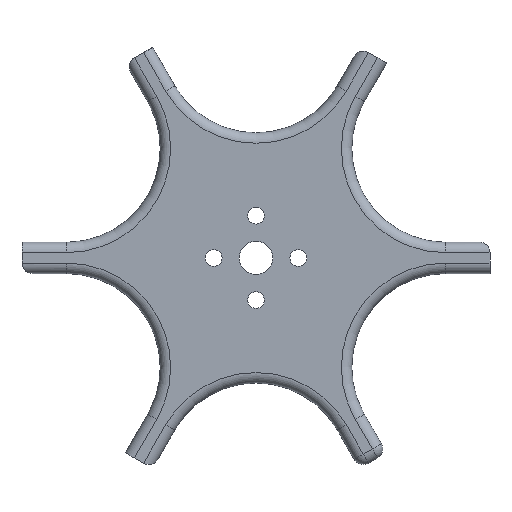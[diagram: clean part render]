
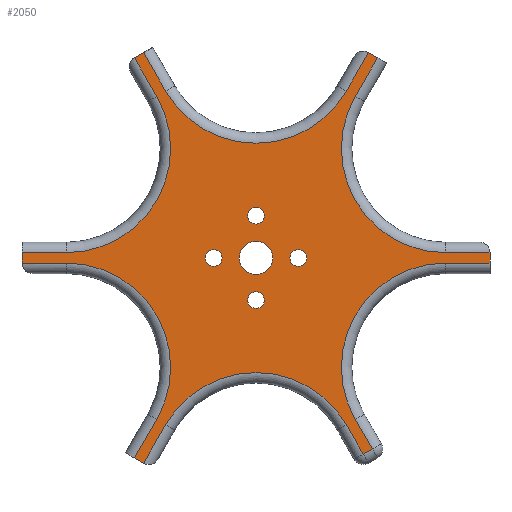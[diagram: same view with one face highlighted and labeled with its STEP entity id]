
A CAD part, front view. The second image highlights one B-rep face of the part: STEP entity #2050.
In plain terms, the highlighted planar face has unit normal (0, -1, 0).
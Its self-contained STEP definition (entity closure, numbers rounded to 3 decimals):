
#15=FACE_BOUND('',#300,.T.);
#16=FACE_BOUND('',#301,.T.);
#17=FACE_BOUND('',#302,.T.);
#18=FACE_BOUND('',#303,.T.);
#19=FACE_BOUND('',#304,.T.);
#81=PLANE('',#2280);
#179=FACE_OUTER_BOUND('',#299,.T.);
#299=EDGE_LOOP('',(#1644,#1645,#1646,#1647,#1648,#1649,#1650,#1651,#1652,
#1653,#1654,#1655,#1656,#1657,#1658,#1659,#1660,#1661,#1662,#1663,#1664,
#1665,#1666,#1667));
#300=EDGE_LOOP('',(#1668));
#301=EDGE_LOOP('',(#1669));
#302=EDGE_LOOP('',(#1670));
#303=EDGE_LOOP('',(#1671));
#304=EDGE_LOOP('',(#1672));
#363=LINE('',#3054,#538);
#372=LINE('',#3094,#547);
#375=LINE('',#3105,#550);
#392=LINE('',#3180,#567);
#395=LINE('',#3194,#570);
#417=LINE('',#3276,#592);
#419=LINE('',#3288,#594);
#441=LINE('',#3370,#616);
#443=LINE('',#3382,#618);
#465=LINE('',#3464,#640);
#467=LINE('',#3476,#642);
#476=LINE('',#3508,#651);
#477=LINE('',#3512,#652);
#478=LINE('',#3513,#653);
#479=LINE('',#3514,#654);
#480=LINE('',#3515,#655);
#481=LINE('',#3516,#656);
#482=LINE('',#3517,#657);
#538=VECTOR('',#2385,10.);
#547=VECTOR('',#2430,10.);
#550=VECTOR('',#2443,10.);
#567=VECTOR('',#2494,10.);
#570=VECTOR('',#2509,10.);
#592=VECTOR('',#2581,10.);
#594=VECTOR('',#2595,10.);
#616=VECTOR('',#2667,10.);
#618=VECTOR('',#2681,10.);
#640=VECTOR('',#2753,10.);
#642=VECTOR('',#2767,10.);
#651=VECTOR('',#2802,10.);
#652=VECTOR('',#2805,10.);
#653=VECTOR('',#2806,10.);
#654=VECTOR('',#2807,10.);
#655=VECTOR('',#2808,10.);
#656=VECTOR('',#2809,10.);
#657=VECTOR('',#2810,10.);
#717=CIRCLE('',#2143,20.);
#735=CIRCLE('',#2173,20.);
#749=CIRCLE('',#2204,20.);
#763=CIRCLE('',#2235,20.);
#777=CIRCLE('',#2266,20.);
#783=CIRCLE('',#2281,20.);
#784=CIRCLE('',#2282,1.6);
#785=CIRCLE('',#2283,1.6);
#786=CIRCLE('',#2284,1.6);
#787=CIRCLE('',#2285,1.6);
#788=CIRCLE('',#2286,3.2);
#826=VERTEX_POINT('',#3051);
#827=VERTEX_POINT('',#3053);
#838=VERTEX_POINT('',#3086);
#840=VERTEX_POINT('',#3092);
#843=VERTEX_POINT('',#3103);
#865=VERTEX_POINT('',#3177);
#866=VERTEX_POINT('',#3179);
#868=VERTEX_POINT('',#3185);
#871=VERTEX_POINT('',#3193);
#893=VERTEX_POINT('',#3273);
#894=VERTEX_POINT('',#3275);
#895=VERTEX_POINT('',#3279);
#898=VERTEX_POINT('',#3287);
#920=VERTEX_POINT('',#3367);
#921=VERTEX_POINT('',#3369);
#922=VERTEX_POINT('',#3373);
#925=VERTEX_POINT('',#3381);
#947=VERTEX_POINT('',#3461);
#948=VERTEX_POINT('',#3463);
#949=VERTEX_POINT('',#3467);
#952=VERTEX_POINT('',#3475);
#962=VERTEX_POINT('',#3507);
#963=VERTEX_POINT('',#3509);
#964=VERTEX_POINT('',#3511);
#965=VERTEX_POINT('',#3518);
#966=VERTEX_POINT('',#3520);
#967=VERTEX_POINT('',#3522);
#968=VERTEX_POINT('',#3524);
#969=VERTEX_POINT('',#3526);
#1015=EDGE_CURVE('',#826,#827,#363,.T.);
#1032=EDGE_CURVE('',#838,#826,#717,.T.);
#1035=EDGE_CURVE('',#840,#838,#372,.T.);
#1041=EDGE_CURVE('',#843,#840,#375,.T.);
#1070=EDGE_CURVE('',#865,#866,#392,.T.);
#1075=EDGE_CURVE('',#866,#868,#735,.T.);
#1077=EDGE_CURVE('',#868,#871,#395,.T.);
#1113=EDGE_CURVE('',#893,#894,#417,.T.);
#1117=EDGE_CURVE('',#894,#895,#749,.T.);
#1119=EDGE_CURVE('',#895,#898,#419,.T.);
#1155=EDGE_CURVE('',#920,#921,#441,.T.);
#1159=EDGE_CURVE('',#921,#922,#763,.T.);
#1161=EDGE_CURVE('',#922,#925,#443,.T.);
#1197=EDGE_CURVE('',#947,#948,#465,.T.);
#1201=EDGE_CURVE('',#948,#949,#777,.T.);
#1203=EDGE_CURVE('',#949,#952,#467,.T.);
#1219=EDGE_CURVE('',#962,#843,#476,.T.);
#1220=EDGE_CURVE('',#963,#962,#783,.T.);
#1221=EDGE_CURVE('',#964,#963,#477,.T.);
#1222=EDGE_CURVE('',#952,#964,#478,.T.);
#1223=EDGE_CURVE('',#925,#947,#479,.T.);
#1224=EDGE_CURVE('',#898,#920,#480,.T.);
#1225=EDGE_CURVE('',#871,#893,#481,.T.);
#1226=EDGE_CURVE('',#827,#865,#482,.T.);
#1227=EDGE_CURVE('',#965,#965,#784,.T.);
#1228=EDGE_CURVE('',#966,#966,#785,.T.);
#1229=EDGE_CURVE('',#967,#967,#786,.T.);
#1230=EDGE_CURVE('',#968,#968,#787,.T.);
#1231=EDGE_CURVE('',#969,#969,#788,.T.);
#1644=ORIENTED_EDGE('',*,*,#1035,.F.);
#1645=ORIENTED_EDGE('',*,*,#1041,.F.);
#1646=ORIENTED_EDGE('',*,*,#1219,.F.);
#1647=ORIENTED_EDGE('',*,*,#1220,.F.);
#1648=ORIENTED_EDGE('',*,*,#1221,.F.);
#1649=ORIENTED_EDGE('',*,*,#1222,.F.);
#1650=ORIENTED_EDGE('',*,*,#1203,.F.);
#1651=ORIENTED_EDGE('',*,*,#1201,.F.);
#1652=ORIENTED_EDGE('',*,*,#1197,.F.);
#1653=ORIENTED_EDGE('',*,*,#1223,.F.);
#1654=ORIENTED_EDGE('',*,*,#1161,.F.);
#1655=ORIENTED_EDGE('',*,*,#1159,.F.);
#1656=ORIENTED_EDGE('',*,*,#1155,.F.);
#1657=ORIENTED_EDGE('',*,*,#1224,.F.);
#1658=ORIENTED_EDGE('',*,*,#1119,.F.);
#1659=ORIENTED_EDGE('',*,*,#1117,.F.);
#1660=ORIENTED_EDGE('',*,*,#1113,.F.);
#1661=ORIENTED_EDGE('',*,*,#1225,.F.);
#1662=ORIENTED_EDGE('',*,*,#1077,.F.);
#1663=ORIENTED_EDGE('',*,*,#1075,.F.);
#1664=ORIENTED_EDGE('',*,*,#1070,.F.);
#1665=ORIENTED_EDGE('',*,*,#1226,.F.);
#1666=ORIENTED_EDGE('',*,*,#1015,.F.);
#1667=ORIENTED_EDGE('',*,*,#1032,.F.);
#1668=ORIENTED_EDGE('',*,*,#1227,.T.);
#1669=ORIENTED_EDGE('',*,*,#1228,.T.);
#1670=ORIENTED_EDGE('',*,*,#1229,.T.);
#1671=ORIENTED_EDGE('',*,*,#1230,.T.);
#1672=ORIENTED_EDGE('',*,*,#1231,.T.);
#2050=ADVANCED_FACE('',(#179,#15,#16,#17,#18,#19),#81,.F.);
#2143=AXIS2_PLACEMENT_3D('',#3088,#2422,#2423);
#2173=AXIS2_PLACEMENT_3D('',#3189,#2504,#2505);
#2204=AXIS2_PLACEMENT_3D('',#3283,#2590,#2591);
#2235=AXIS2_PLACEMENT_3D('',#3377,#2676,#2677);
#2266=AXIS2_PLACEMENT_3D('',#3471,#2762,#2763);
#2280=AXIS2_PLACEMENT_3D('',#3506,#2800,#2801);
#2281=AXIS2_PLACEMENT_3D('',#3510,#2803,#2804);
#2282=AXIS2_PLACEMENT_3D('',#3519,#2811,#2812);
#2283=AXIS2_PLACEMENT_3D('',#3521,#2813,#2814);
#2284=AXIS2_PLACEMENT_3D('',#3523,#2815,#2816);
#2285=AXIS2_PLACEMENT_3D('',#3525,#2817,#2818);
#2286=AXIS2_PLACEMENT_3D('',#3527,#2819,#2820);
#2385=DIRECTION('',(-0.5,0.,-0.866));
#2422=DIRECTION('center_axis',(0.,-1.,0.));
#2423=DIRECTION('ref_axis',(0.,0.,1.));
#2430=DIRECTION('',(-0.5,0.,0.866));
#2443=DIRECTION('',(-0.866,0.,-0.5));
#2494=DIRECTION('',(0.5,0.,0.866));
#2504=DIRECTION('center_axis',(0.,-1.,0.));
#2505=DIRECTION('ref_axis',(0.866,0.,0.5));
#2509=DIRECTION('',(-1.,0.,0.));
#2581=DIRECTION('',(1.,0.,0.));
#2590=DIRECTION('center_axis',(0.,-1.,0.));
#2591=DIRECTION('ref_axis',(0.866,0.,-0.5));
#2595=DIRECTION('',(-0.5,0.,0.866));
#2667=DIRECTION('',(0.5,0.,-0.866));
#2676=DIRECTION('center_axis',(0.,-1.,0.));
#2677=DIRECTION('ref_axis',(0.,0.,-1.));
#2681=DIRECTION('',(0.5,0.,0.866));
#2753=DIRECTION('',(-0.5,0.,-0.866));
#2762=DIRECTION('center_axis',(0.,-1.,0.));
#2763=DIRECTION('ref_axis',(-0.866,0.,-0.5));
#2767=DIRECTION('',(1.,0.,0.));
#2800=DIRECTION('center_axis',(0.,1.,0.));
#2801=DIRECTION('ref_axis',(0.,0.,1.));
#2802=DIRECTION('',(0.5,0.,-0.866));
#2803=DIRECTION('center_axis',(0.,-1.,0.));
#2804=DIRECTION('ref_axis',(-0.866,0.,0.5));
#2805=DIRECTION('',(-1.,0.,0.));
#2806=DIRECTION('',(0.,0.,-1.));
#2807=DIRECTION('',(0.866,0.,-0.5));
#2808=DIRECTION('',(0.866,0.,0.5));
#2809=DIRECTION('',(0.,0.,1.));
#2810=DIRECTION('',(-0.866,0.,0.5));
#2811=DIRECTION('center_axis',(0.,1.,0.));
#2812=DIRECTION('ref_axis',(1.,0.,0.));
#2813=DIRECTION('center_axis',(0.,1.,0.));
#2814=DIRECTION('ref_axis',(1.,0.,0.));
#2815=DIRECTION('center_axis',(0.,1.,0.));
#2816=DIRECTION('ref_axis',(1.,0.,0.));
#2817=DIRECTION('center_axis',(0.,1.,0.));
#2818=DIRECTION('ref_axis',(1.,0.,0.));
#2819=DIRECTION('center_axis',(0.,1.,0.));
#2820=DIRECTION('ref_axis',(1.,0.,0.));
#3051=CARTESIAN_POINT('',(-17.321,0.,-32.));
#3053=CARTESIAN_POINT('',(-21.584,0.,-39.384));
#3054=CARTESIAN_POINT('',(-2.168,0.,-5.754));
#3086=CARTESIAN_POINT('',(17.321,0.,-32.));
#3088=CARTESIAN_POINT('Origin',(0.,0.,-42.));
#3092=CARTESIAN_POINT('',(20.584,0.,-37.652));
#3094=CARTESIAN_POINT('',(10.359,0.,-19.942));
#3103=CARTESIAN_POINT('',(22.316,0.,-36.652));
#3105=CARTESIAN_POINT('',(22.749,0.,-36.402));
#3177=CARTESIAN_POINT('',(-23.316,0.,-38.384));
#3179=CARTESIAN_POINT('',(-19.053,0.,-31.));
#3180=CARTESIAN_POINT('',(-12.091,0.,-18.942));
#3185=CARTESIAN_POINT('',(-36.373,0.,-1.));
#3189=CARTESIAN_POINT('Origin',(-36.373,0.,-21.));
#3193=CARTESIAN_POINT('',(-44.9,0.,-1.));
#3194=CARTESIAN_POINT('',(-6.067,0.,-1.));
#3273=CARTESIAN_POINT('',(-44.9,0.,1.));
#3275=CARTESIAN_POINT('',(-36.373,0.,1.));
#3276=CARTESIAN_POINT('',(-22.45,0.,1.));
#3279=CARTESIAN_POINT('',(-19.053,0.,31.));
#3283=CARTESIAN_POINT('Origin',(-36.373,0.,21.));
#3287=CARTESIAN_POINT('',(-23.316,0.,38.384));
#3288=CARTESIAN_POINT('',(-3.9,0.,4.754));
#3367=CARTESIAN_POINT('',(-21.584,0.,39.384));
#3369=CARTESIAN_POINT('',(-17.321,0.,32.));
#3370=CARTESIAN_POINT('',(-10.359,0.,19.942));
#3373=CARTESIAN_POINT('',(17.321,0.,32.));
#3377=CARTESIAN_POINT('Origin',(0.,0.,42.));
#3381=CARTESIAN_POINT('',(21.584,0.,39.384));
#3382=CARTESIAN_POINT('',(2.168,0.,5.754));
#3461=CARTESIAN_POINT('',(23.316,0.,38.384));
#3463=CARTESIAN_POINT('',(19.053,0.,31.));
#3464=CARTESIAN_POINT('',(12.091,0.,18.942));
#3467=CARTESIAN_POINT('',(36.373,0.,1.));
#3471=CARTESIAN_POINT('Origin',(36.373,0.,21.));
#3475=CARTESIAN_POINT('',(44.9,0.,1.));
#3476=CARTESIAN_POINT('',(6.067,0.,1.));
#3506=CARTESIAN_POINT('Origin',(0.,0.,0.));
#3507=CARTESIAN_POINT('',(19.053,0.,-31.));
#3508=CARTESIAN_POINT('',(3.9,0.,-4.754));
#3509=CARTESIAN_POINT('',(36.373,0.,-1.));
#3510=CARTESIAN_POINT('Origin',(36.373,0.,-21.));
#3511=CARTESIAN_POINT('',(44.9,0.,-1.));
#3512=CARTESIAN_POINT('',(22.45,0.,-1.));
#3513=CARTESIAN_POINT('',(44.9,0.,3.));
#3514=CARTESIAN_POINT('',(19.852,0.,40.384));
#3515=CARTESIAN_POINT('',(-25.048,0.,37.384));
#3516=CARTESIAN_POINT('',(-44.9,0.,-3.));
#3517=CARTESIAN_POINT('',(-19.852,0.,-40.384));
#3518=CARTESIAN_POINT('',(-1.6,0.,-8.1));
#3519=CARTESIAN_POINT('Origin',(0.,0.,-8.1));
#3520=CARTESIAN_POINT('',(-1.6,0.,8.1));
#3521=CARTESIAN_POINT('Origin',(0.,0.,8.1));
#3522=CARTESIAN_POINT('',(-9.7,0.,0.));
#3523=CARTESIAN_POINT('Origin',(-8.1,0.,0.));
#3524=CARTESIAN_POINT('',(6.5,0.,0.));
#3525=CARTESIAN_POINT('Origin',(8.1,0.,0.));
#3526=CARTESIAN_POINT('',(-3.2,0.,0.));
#3527=CARTESIAN_POINT('Origin',(0.,0.,0.));
